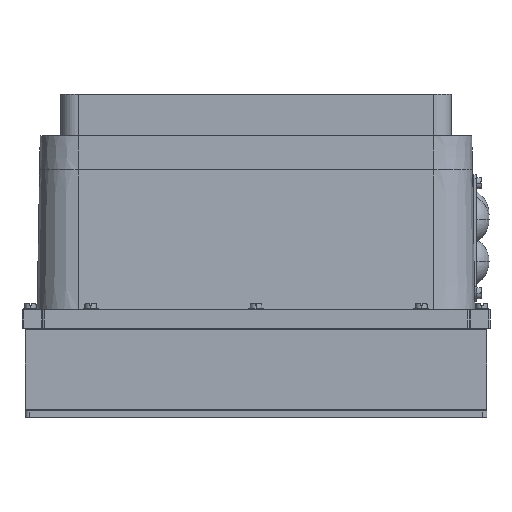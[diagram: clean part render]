
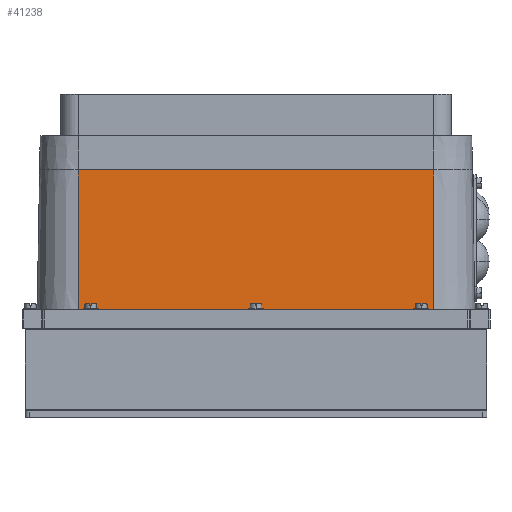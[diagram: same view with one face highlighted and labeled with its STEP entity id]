
A CAD part, left-side view. The second image highlights one B-rep face of the part: STEP entity #41238.
In plain terms, the highlighted face is planar.
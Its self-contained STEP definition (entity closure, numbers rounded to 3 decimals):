
#29306=DIRECTION('',(0.017,1.,0.));
#29307=VECTOR('',#29306,101.515);
#29308=CARTESIAN_POINT('',(11.,13.5,-41.));
#29309=LINE('',#29308,#29307);
#29310=DIRECTION('',(0.,0.,-1.));
#29311=VECTOR('',#29310,258.);
#29312=CARTESIAN_POINT('',(12.772,115.,-41.));
#29313=LINE('',#29312,#29311);
#29366=DIRECTION('',(0.,0.,-1.));
#29367=VECTOR('',#29366,10.5);
#29368=CARTESIAN_POINT('',(11.009,14.,-284.75));
#29369=LINE('',#29368,#29367);
#29370=DIRECTION('',(-0.017,-1.,0.));
#29371=VECTOR('',#29370,0.5);
#29372=CARTESIAN_POINT('',(11.009,14.,-295.25));
#29373=LINE('',#29372,#29371);
#29374=DIRECTION('',(0.,0.,-1.));
#29375=VECTOR('',#29374,3.75);
#29376=CARTESIAN_POINT('',(11.,13.5,-295.25));
#29377=LINE('',#29376,#29375);
#29378=DIRECTION('',(0.,0.,-1.));
#29379=VECTOR('',#29378,3.75);
#29380=CARTESIAN_POINT('',(11.,13.5,-41.));
#29381=LINE('',#29380,#29379);
#29382=DIRECTION('',(0.,0.,-1.));
#29383=VECTOR('',#29382,10.5);
#29384=CARTESIAN_POINT('',(11.009,14.,-44.75));
#29385=LINE('',#29384,#29383);
#29386=DIRECTION('',(-0.017,-1.,0.));
#29387=VECTOR('',#29386,0.5);
#29388=CARTESIAN_POINT('',(11.009,14.,-55.25));
#29389=LINE('',#29388,#29387);
#29390=DIRECTION('',(0.,0.,-1.));
#29391=VECTOR('',#29390,109.5);
#29392=CARTESIAN_POINT('',(11.,13.5,-55.25));
#29393=LINE('',#29392,#29391);
#29394=DIRECTION('',(0.,0.,-1.));
#29395=VECTOR('',#29394,10.5);
#29396=CARTESIAN_POINT('',(11.009,14.,-164.75));
#29397=LINE('',#29396,#29395);
#29398=DIRECTION('',(-0.017,-1.,0.));
#29399=VECTOR('',#29398,0.5);
#29400=CARTESIAN_POINT('',(11.009,14.,-175.25));
#29401=LINE('',#29400,#29399);
#29402=DIRECTION('',(0.,0.,-1.));
#29403=VECTOR('',#29402,109.5);
#29404=CARTESIAN_POINT('',(11.,13.5,-175.25));
#29405=LINE('',#29404,#29403);
#29438=DIRECTION('',(-0.017,-1.,0.));
#29439=VECTOR('',#29438,0.5);
#29440=CARTESIAN_POINT('',(11.009,14.,-284.75));
#29441=LINE('',#29440,#29439);
#29624=DIRECTION('',(-0.017,-1.,
0.));
#29625=VECTOR('',#29624,101.515);
#29626=CARTESIAN_POINT('',(12.772,115.,-299.));
#29627=LINE('',#29626,#29625);
#30587=DIRECTION('',(-0.017,-1.,0.));
#30588=VECTOR('',#30587,0.5);
#30589=CARTESIAN_POINT('',(11.009,14.,-44.75));
#30590=LINE('',#30589,#30588);
#30805=DIRECTION('',(-0.017,-1.,0.));
#30806=VECTOR('',#30805,0.5);
#30807=CARTESIAN_POINT('',(11.009,14.,-164.75));
#30808=LINE('',#30807,#30806);
#34974=CARTESIAN_POINT('',(11.,13.5,-299.));
#34975=VERTEX_POINT('',#34974);
#34976=CARTESIAN_POINT('',(11.,13.5,-295.25));
#34977=VERTEX_POINT('',#34976);
#34984=CARTESIAN_POINT('',(11.,13.5,-284.75));
#34985=VERTEX_POINT('',#34984);
#34986=CARTESIAN_POINT('',(11.,13.5,-175.25));
#34987=VERTEX_POINT('',#34986);
#34994=CARTESIAN_POINT('',(11.,13.5,-164.75));
#34995=VERTEX_POINT('',#34994);
#34996=CARTESIAN_POINT('',(11.,13.5,-55.25));
#34997=VERTEX_POINT('',#34996);
#35004=CARTESIAN_POINT('',(11.,13.5,-44.75));
#35005=VERTEX_POINT('',#35004);
#35006=CARTESIAN_POINT('',(11.,13.5,-41.));
#35007=VERTEX_POINT('',#35006);
#35086=CARTESIAN_POINT('',(12.772,115.,-41.));
#35087=VERTEX_POINT('',#35086);
#35088=CARTESIAN_POINT('',(12.772,115.,-299.));
#35089=VERTEX_POINT('',#35088);
#35122=CARTESIAN_POINT('',(11.009,14.,-284.75));
#35123=CARTESIAN_POINT('',(11.009,14.,-295.25));
#35124=VERTEX_POINT('',#35122);
#35125=VERTEX_POINT('',#35123);
#35126=CARTESIAN_POINT('',(11.009,14.,-44.75));
#35127=VERTEX_POINT('',#35126);
#35128=CARTESIAN_POINT('',(11.009,14.,-55.25));
#35129=VERTEX_POINT('',#35128);
#35130=CARTESIAN_POINT('',(11.009,14.,-164.75));
#35131=VERTEX_POINT('',#35130);
#35132=CARTESIAN_POINT('',(11.009,14.,-175.25));
#35133=VERTEX_POINT('',#35132);
#41205=CARTESIAN_POINT('',(11.,13.5,-335.571));
#41206=DIRECTION('',(-1.,0.017,0.));
#41207=DIRECTION('',(0.,0.,1.));
#41208=AXIS2_PLACEMENT_3D('',#41205,#41206,#41207);
#41209=PLANE('',#41208);
#41211=ORIENTED_EDGE('',*,*,#41210,.T.);
#41213=ORIENTED_EDGE('',*,*,#41212,.T.);
#41214=ORIENTED_EDGE('',*,*,#40536,.T.);
#41216=ORIENTED_EDGE('',*,*,#41215,.F.);
#41217=ORIENTED_EDGE('',*,*,#41162,.F.);
#41218=ORIENTED_EDGE('',*,*,#41152,.F.);
#41219=ORIENTED_EDGE('',*,*,#40566,.T.);
#41221=ORIENTED_EDGE('',*,*,#41220,.F.);
#41223=ORIENTED_EDGE('',*,*,#41222,.T.);
#41225=ORIENTED_EDGE('',*,*,#41224,.T.);
#41226=ORIENTED_EDGE('',*,*,#40556,.T.);
#41228=ORIENTED_EDGE('',*,*,#41227,.F.);
#41230=ORIENTED_EDGE('',*,*,#41229,.T.);
#41232=ORIENTED_EDGE('',*,*,#41231,.T.);
#41233=ORIENTED_EDGE('',*,*,#40546,.T.);
#41235=ORIENTED_EDGE('',*,*,#41234,.F.);
#41236=EDGE_LOOP('',(#41211,#41213,#41214,#41216,#41217,#41218,#41219,#41221,
#41223,#41225,#41226,#41228,#41230,#41232,#41233,#41235));
#41237=FACE_OUTER_BOUND('',#41236,.F.);
#41238=ADVANCED_FACE('',(#41237),#41209,.T.);
#40536=EDGE_CURVE('',#34977,#34975,#29377,.T.);
#40546=EDGE_CURVE('',#34987,#34985,#29405,.T.);
#40556=EDGE_CURVE('',#34997,#34995,#29393,.T.);
#40566=EDGE_CURVE('',#35007,#35005,#29381,.T.);
#41152=EDGE_CURVE('',#35007,#35087,#29309,.T.);
#41162=EDGE_CURVE('',#35087,#35089,#29313,.T.);
#41210=EDGE_CURVE('',#35124,#35125,#29369,.T.);
#41212=EDGE_CURVE('',#35125,#34977,#29373,.T.);
#41215=EDGE_CURVE('',#35089,#34975,#29627,.T.);
#41220=EDGE_CURVE('',#35127,#35005,#30590,.T.);
#41222=EDGE_CURVE('',#35127,#35129,#29385,.T.);
#41224=EDGE_CURVE('',#35129,#34997,#29389,.T.);
#41227=EDGE_CURVE('',#35131,#34995,#30808,.T.);
#41229=EDGE_CURVE('',#35131,#35133,#29397,.T.);
#41231=EDGE_CURVE('',#35133,#34987,#29401,.T.);
#41234=EDGE_CURVE('',#35124,#34985,#29441,.T.);
